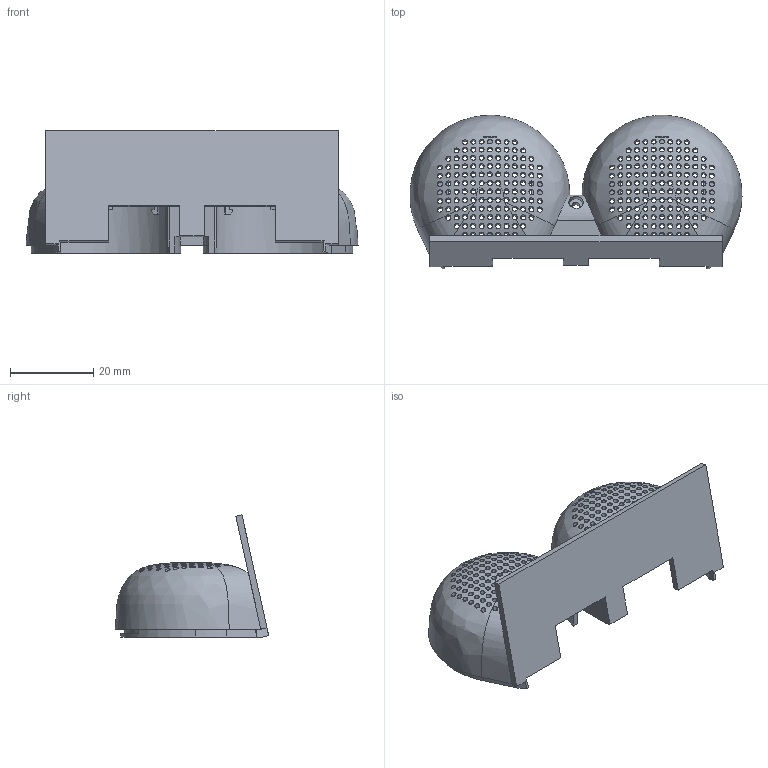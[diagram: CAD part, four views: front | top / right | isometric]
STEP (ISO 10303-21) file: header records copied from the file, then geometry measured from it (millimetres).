
FILE_DESCRIPTION (( 'STEP AP203' ), '1' );
FILE_NAME ('head_back.STEP', '2025-10-10T20:16:20', ( '' ), ( '' ), 'SwSTEP 2.0', 'SolidWorks 2014', '' );
FILE_SCHEMA (( 'CONFIG_CONTROL_DESIGN' ));
Length unit declared in the file: millimetre
Products named in the file (1): head_back
Bounding box: 79.87 x 36.9 x 29.39 mm (x, y, z)
Volume: 9826.8 mm3; surface area: 13381.7 mm2
Topology: 1 solids, 3 shells, 765 faces, 2423 edges, 1617 vertices
Faces by surface type: cylinder 596, plane 141, bspline 18, cone 10
Entity records: 39153 total; most frequent: CARTESIAN_POINT 19598, ORIENTED_EDGE 4846, DIRECTION 2602, EDGE_CURVE 2423, VERTEX_POINT 1617, B_SPLINE_CURVE_WITH_KNOTS 1294, EDGE_LOOP 1228, AXIS2_PLACEMENT_3D 873
